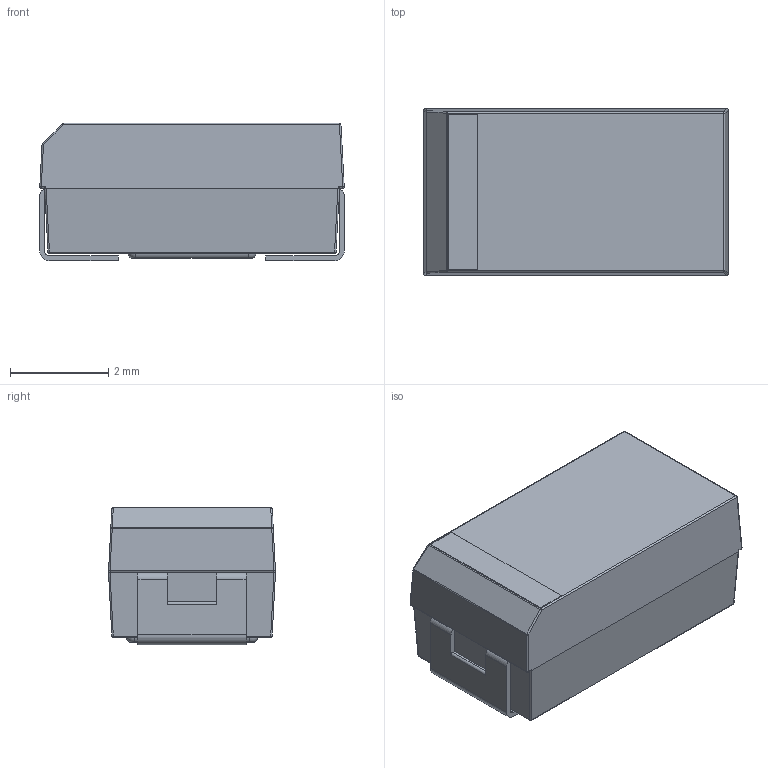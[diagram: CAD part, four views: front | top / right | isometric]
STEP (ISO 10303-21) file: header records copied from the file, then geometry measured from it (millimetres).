
FILE_DESCRIPTION(('STEP AP214'), '1');
FILE_NAME('CAPM-TANTC-YEL', '', ('UNSPECIFIED'), ('UNSPECIFIED'), 'ASCON STEP Converter 1.3', 'ASCON Math Kernel', '');
FILE_SCHEMA(('AUTOMOTIVE_DESIGN { 1 0 10303 214 3 1 1}'));
Length unit declared in the file: millimetre
Bounding box: 6.2 x 3.4 x 2.8 mm (x, y, z)
Volume: 54.8 mm3; surface area: 115.4 mm2
Topology: 3 solids, 3 shells, 108 faces, 304 edges, 190 vertices
Faces by surface type: plane 47, cylinder 43, bspline 12, torus 4, sphere 2
Entity records: 4480 total; most frequent: CARTESIAN_POINT 884, ORIENTED_EDGE 548, DIRECTION 546, EDGE_CURVE 274, LINE 188, VECTOR 188, AXIS2_PLACEMENT_3D 179, VERTEX_POINT 170
